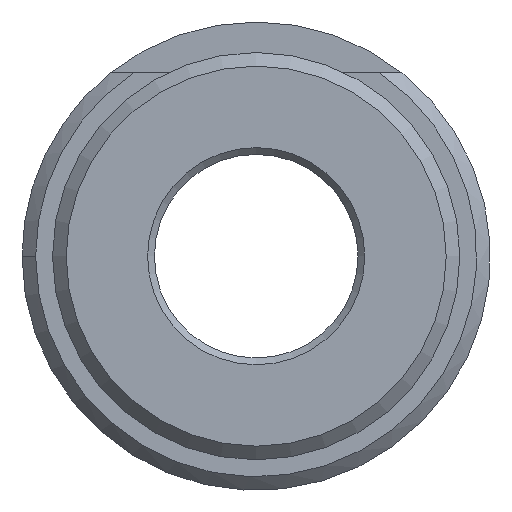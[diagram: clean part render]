
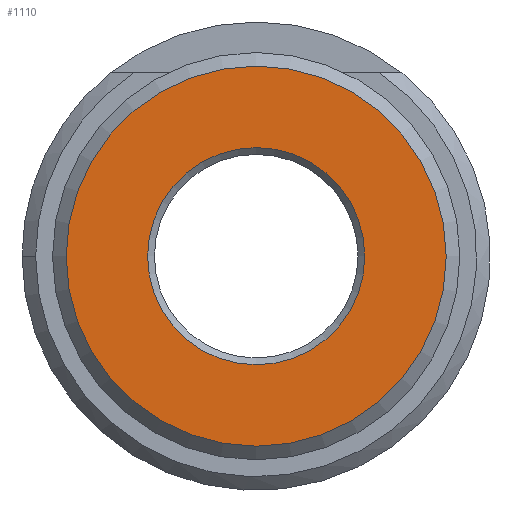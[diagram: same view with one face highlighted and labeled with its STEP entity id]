
A CAD part, front view. The second image highlights one B-rep face of the part: STEP entity #1110.
In plain terms, the highlighted face is planar.
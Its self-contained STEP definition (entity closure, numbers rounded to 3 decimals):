
#954 = CONICAL_SURFACE('',#955,1.5,0.785);
#955 = AXIS2_PLACEMENT_3D('',#956,#957,#958);
#956 = CARTESIAN_POINT('',(0.,0.,22.));
#957 = DIRECTION('',(-0.,0.,1.));
#958 = DIRECTION('',(1.,-0.,0.));
#1007 = VERTEX_POINT('',#1008);
#1008 = CARTESIAN_POINT('',(1.6,-0.,22.1));
#1027 = EDGE_CURVE('',#1007,#1007,#1028,.T.);
#1028 = SURFACE_CURVE('',#1029,(#1034,#1041),.PCURVE_S1.);
#1029 = CIRCLE('',#1030,1.6);
#1030 = AXIS2_PLACEMENT_3D('',#1031,#1032,#1033);
#1031 = CARTESIAN_POINT('',(0.,0.,22.1));
#1032 = DIRECTION('',(-0.,0.,1.));
#1033 = DIRECTION('',(1.,0.,0.));
#1034 = PCURVE('',#954,#1035);
#1035 = DEFINITIONAL_REPRESENTATION('',(#1036),#1040);
#1036 = LINE('',#1037,#1038);
#1037 = CARTESIAN_POINT('',(-0.,0.1));
#1038 = VECTOR('',#1039,1.);
#1039 = DIRECTION('',(1.,-0.));
#1040 = ( GEOMETRIC_REPRESENTATION_CONTEXT(2) 
PARAMETRIC_REPRESENTATION_CONTEXT() REPRESENTATION_CONTEXT('2D SPACE',''
  ) );
#1041 = PCURVE('',#1042,#1047);
#1042 = PLANE('',#1043);
#1043 = AXIS2_PLACEMENT_3D('',#1044,#1045,#1046);
#1044 = CARTESIAN_POINT('',(0.,0.,22.1));
#1045 = DIRECTION('',(0.,0.,1.));
#1046 = DIRECTION('',(0.,1.,0.));
#1047 = DEFINITIONAL_REPRESENTATION('',(#1048),#1052);
#1048 = CIRCLE('',#1049,1.6);
#1049 = AXIS2_PLACEMENT_2D('',#1050,#1051);
#1050 = CARTESIAN_POINT('',(0.,0.));
#1051 = DIRECTION('',(-0.,-1.));
#1052 = ( GEOMETRIC_REPRESENTATION_CONTEXT(2) 
PARAMETRIC_REPRESENTATION_CONTEXT() REPRESENTATION_CONTEXT('2D SPACE',''
  ) );
#1110 = ADVANCED_FACE('',(#1111,#1114),#1042,.T.);
#1111 = FACE_BOUND('',#1112,.T.);
#1112 = EDGE_LOOP('',(#1113));
#1113 = ORIENTED_EDGE('',*,*,#1027,.F.);
#1114 = FACE_BOUND('',#1115,.T.);
#1115 = EDGE_LOOP('',(#1116));
#1116 = ORIENTED_EDGE('',*,*,#1117,.T.);
#1117 = EDGE_CURVE('',#1118,#1118,#1120,.T.);
#1118 = VERTEX_POINT('',#1119);
#1119 = CARTESIAN_POINT('',(2.8,-0.,22.1));
#1120 = SURFACE_CURVE('',#1121,(#1126,#1133),.PCURVE_S1.);
#1121 = CIRCLE('',#1122,2.8);
#1122 = AXIS2_PLACEMENT_3D('',#1123,#1124,#1125);
#1123 = CARTESIAN_POINT('',(0.,0.,22.1));
#1124 = DIRECTION('',(0.,0.,1.));
#1125 = DIRECTION('',(1.,0.,0.));
#1126 = PCURVE('',#1042,#1127);
#1127 = DEFINITIONAL_REPRESENTATION('',(#1128),#1132);
#1128 = CIRCLE('',#1129,2.8);
#1129 = AXIS2_PLACEMENT_2D('',#1130,#1131);
#1130 = CARTESIAN_POINT('',(0.,0.));
#1131 = DIRECTION('',(-0.,-1.));
#1132 = ( GEOMETRIC_REPRESENTATION_CONTEXT(2) 
PARAMETRIC_REPRESENTATION_CONTEXT() REPRESENTATION_CONTEXT('2D SPACE',''
  ) );
#1133 = PCURVE('',#1134,#1139);
#1134 = CONICAL_SURFACE('',#1135,3.,0.785);
#1135 = AXIS2_PLACEMENT_3D('',#1136,#1137,#1138);
#1136 = CARTESIAN_POINT('',(0.,0.,21.9));
#1137 = DIRECTION('',(0.,0.,-1.));
#1138 = DIRECTION('',(1.,0.,0.));
#1139 = DEFINITIONAL_REPRESENTATION('',(#1140),#1144);
#1140 = LINE('',#1141,#1142);
#1141 = CARTESIAN_POINT('',(-0.,-0.2));
#1142 = VECTOR('',#1143,1.);
#1143 = DIRECTION('',(-1.,-0.));
#1144 = ( GEOMETRIC_REPRESENTATION_CONTEXT(2) 
PARAMETRIC_REPRESENTATION_CONTEXT() REPRESENTATION_CONTEXT('2D SPACE',''
  ) );
